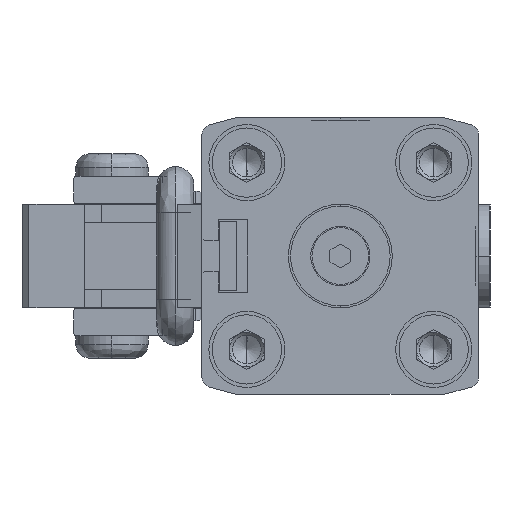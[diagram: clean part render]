
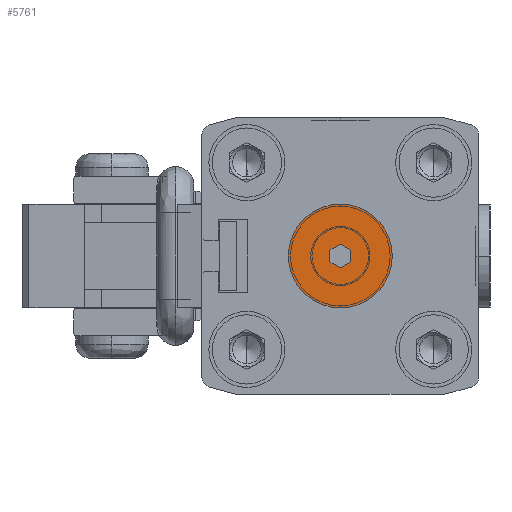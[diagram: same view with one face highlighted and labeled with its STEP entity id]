
A CAD part, left-side view. The second image highlights one B-rep face of the part: STEP entity #5761.
In plain terms, the highlighted planar face has unit normal (-1, 0, 0).
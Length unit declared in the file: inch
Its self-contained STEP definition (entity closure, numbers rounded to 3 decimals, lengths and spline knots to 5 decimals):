
#89 = CARTESIAN_POINT ( 'NONE',  ( -19.74929, -0.1378, 0.0341 ) ) ;
#224 = EDGE_CURVE ( 'NONE', #17713, #5415, #15661, .T. ) ;
#556 = ORIENTED_EDGE ( 'NONE', *, *, #7844, .T. ) ;
#640 = DIRECTION ( 'NONE',  ( 0., 0., 1. ) ) ;
#722 = CIRCLE ( 'NONE', #26271, 0.29528 ) ;
#1307 = FACE_OUTER_BOUND ( 'NONE', #26452, .T. ) ;
#1332 = DIRECTION ( 'NONE',  ( 1., 0., 0. ) ) ;
#2881 = CARTESIAN_POINT ( 'NONE',  ( -19.74929, -0.1378, -0.0341 ) ) ;
#3563 = VERTEX_POINT ( 'NONE', #2881 ) ;
#3879 = AXIS2_PLACEMENT_3D ( 'NONE', #24452, #15894, #22376 ) ;
#3996 = EDGE_LOOP ( 'NONE', ( #556, #23385, #24232, #6928, #26007, #19709 ) ) ;
#4084 = EDGE_CURVE ( 'NONE', #3563, #18092, #7826, .T. ) ;
#5108 = ORIENTED_EDGE ( 'NONE', *, *, #17212, .F. ) ;
#5415 = VERTEX_POINT ( 'NONE', #89 ) ;
#5761 = ADVANCED_FACE ( 'NONE', ( #1307, #9725 ), #13995, .F. ) ;
#6928 = ORIENTED_EDGE ( 'NONE', *, *, #4084, .T. ) ;
#6994 = VECTOR ( 'NONE', #24346, 39.37008 ) ;
#7518 = LINE ( 'NONE', #24212, #6994 ) ;
#7557 = LINE ( 'NONE', #9896, #8977 ) ;
#7682 = DIRECTION ( 'NONE',  ( 0., 0., 1. ) ) ;
#7826 = LINE ( 'NONE', #24788, #25332 ) ;
#7844 = EDGE_CURVE ( 'NONE', #25821, #17713, #7557, .T. ) ;
#8366 = CARTESIAN_POINT ( 'NONE',  ( -19.74929, -0.1378, 0.0341 ) ) ;
#8977 = VECTOR ( 'NONE', #12387, 39.37008 ) ;
#9725 = FACE_BOUND ( 'NONE', #3996, .T. ) ;
#9896 = CARTESIAN_POINT ( 'NONE',  ( -19.74929, -0.01969, 0.0341 ) ) ;
#10817 = CARTESIAN_POINT ( 'NONE',  ( -19.74929, -0.07874, 0.06819 ) ) ;
#10871 = LINE ( 'NONE', #19545, #12984 ) ;
#11660 = CARTESIAN_POINT ( 'NONE',  ( -19.74929, -0.07874, 0.06819 ) ) ;
#12387 = DIRECTION ( 'NONE',  ( 0., -0.866, 0.5 ) ) ;
#12490 = AXIS2_PLACEMENT_3D ( 'NONE', #20760, #18965, #12757 ) ;
#12506 = CARTESIAN_POINT ( 'NONE',  ( -19.74929, -0.07874, 0. ) ) ;
#12632 = LINE ( 'NONE', #8366, #21425 ) ;
#12757 = DIRECTION ( 'NONE',  ( 0., 0., 1. ) ) ;
#12984 = VECTOR ( 'NONE', #640, 39.37008 ) ;
#13104 = EDGE_CURVE ( 'NONE', #21028, #25821, #10871, .T. ) ;
#13546 = CARTESIAN_POINT ( 'NONE',  ( -19.74929, -0.07874, -0.29528 ) ) ;
#13550 = CARTESIAN_POINT ( 'NONE',  ( -19.74929, -0.07874, 0.29528 ) ) ;
#13995 = PLANE ( 'NONE',  #12490 ) ;
#14760 = EDGE_CURVE ( 'NONE', #5415, #3563, #12632, .T. ) ;
#15661 = LINE ( 'NONE', #11660, #16995 ) ;
#15749 = CIRCLE ( 'NONE', #3879, 0.29528 ) ;
#15894 = DIRECTION ( 'NONE',  ( 1., 0., 0. ) ) ;
#16513 = VERTEX_POINT ( 'NONE', #13550 ) ;
#16825 = CARTESIAN_POINT ( 'NONE',  ( -19.74929, -0.01969, 0.0341 ) ) ;
#16995 = VECTOR ( 'NONE', #20073, 39.37008 ) ;
#17212 = EDGE_CURVE ( 'NONE', #16513, #19687, #722, .T. ) ;
#17713 = VERTEX_POINT ( 'NONE', #10817 ) ;
#17903 = EDGE_CURVE ( 'NONE', #19687, #16513, #15749, .T. ) ;
#18092 = VERTEX_POINT ( 'NONE', #21257 ) ;
#18850 = DIRECTION ( 'NONE',  ( 0., 0., -1. ) ) ;
#18965 = DIRECTION ( 'NONE',  ( 1., 0., 0. ) ) ;
#19545 = CARTESIAN_POINT ( 'NONE',  ( -19.74929, -0.01969, -0.0341 ) ) ;
#19687 = VERTEX_POINT ( 'NONE', #13546 ) ;
#19709 = ORIENTED_EDGE ( 'NONE', *, *, #13104, .T. ) ;
#20073 = DIRECTION ( 'NONE',  ( 0., -0.866, -0.5 ) ) ;
#20760 = CARTESIAN_POINT ( 'NONE',  ( -19.74929, 0.21654, -0.7874 ) ) ;
#21028 = VERTEX_POINT ( 'NONE', #26782 ) ;
#21257 = CARTESIAN_POINT ( 'NONE',  ( -19.74929, -0.07874, -0.06819 ) ) ;
#21425 = VECTOR ( 'NONE', #18850, 39.37008 ) ;
#21652 = ORIENTED_EDGE ( 'NONE', *, *, #17903, .F. ) ;
#22376 = DIRECTION ( 'NONE',  ( 0., 0., 1. ) ) ;
#23385 = ORIENTED_EDGE ( 'NONE', *, *, #224, .T. ) ;
#23594 = EDGE_CURVE ( 'NONE', #18092, #21028, #7518, .T. ) ;
#24212 = CARTESIAN_POINT ( 'NONE',  ( -19.74929, -0.07874, -0.06819 ) ) ;
#24232 = ORIENTED_EDGE ( 'NONE', *, *, #14760, .T. ) ;
#24346 = DIRECTION ( 'NONE',  ( 0., 0.866, 0.5 ) ) ;
#24452 = CARTESIAN_POINT ( 'NONE',  ( -19.74929, -0.07874, 0. ) ) ;
#24788 = CARTESIAN_POINT ( 'NONE',  ( -19.74929, -0.1378, -0.0341 ) ) ;
#25332 = VECTOR ( 'NONE', #26703, 39.37008 ) ;
#25821 = VERTEX_POINT ( 'NONE', #16825 ) ;
#26007 = ORIENTED_EDGE ( 'NONE', *, *, #23594, .T. ) ;
#26271 = AXIS2_PLACEMENT_3D ( 'NONE', #12506, #1332, #7682 ) ;
#26452 = EDGE_LOOP ( 'NONE', ( #21652, #5108 ) ) ;
#26703 = DIRECTION ( 'NONE',  ( 0., 0.866, -0.5 ) ) ;
#26782 = CARTESIAN_POINT ( 'NONE',  ( -19.74929, -0.01969, -0.0341 ) ) ;
